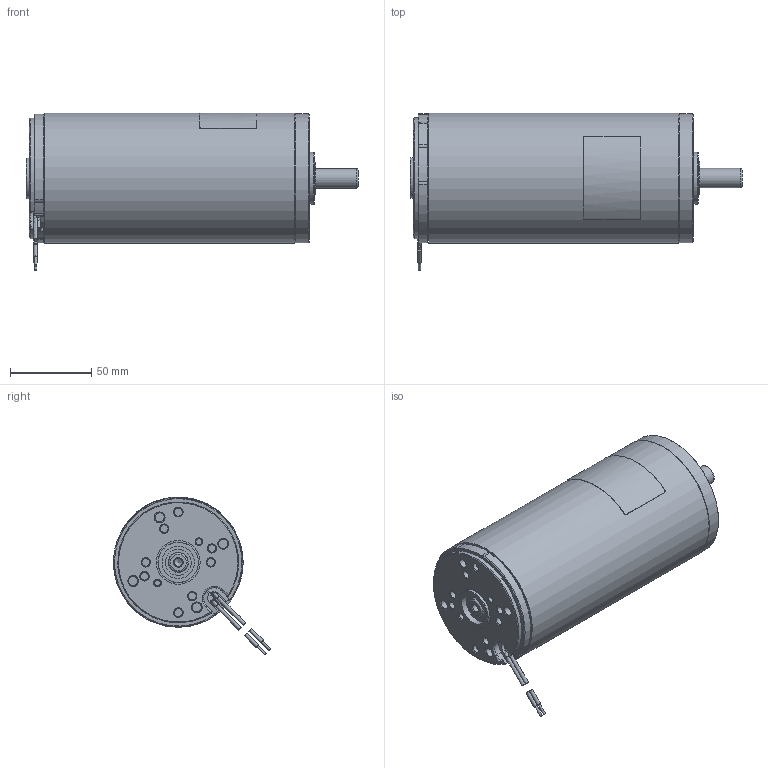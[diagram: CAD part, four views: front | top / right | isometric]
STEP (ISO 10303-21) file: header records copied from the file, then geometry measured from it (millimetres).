
FILE_DESCRIPTION(/* description */ (''),/* implementation_level */ '2;1');
FILE_NAME(/* name */ 'Katalogmotor M80x80_I.stp',/* time_stamp */ '2023-01-23T08:28:18+01:00',/* author */ (''),/* organization */ (''),/* preprocessor_version */ 'ST-DEVELOPER v18.1',/* originating_system */ 'SIEMENS PLM Software NX 1973',/* authorisation */ '');
FILE_SCHEMA (('AUTOMOTIVE_DESIGN { 1 0 10303 214 3 1 1 1 }'));
Length unit declared in the file: millimetre
Products named in the file (1): Rass1614B0FFxgma
Bounding box: 204.5 x 96.94 x 97.1 mm (x, y, z)
Volume: 309655.3 mm3; surface area: 133348.7 mm2
Topology: 18 solids, 18 shells, 505 faces, 1242 edges, 813 vertices
Faces by surface type: plane 214, cylinder 185, cone 69, bspline 22, torus 15
Full cylindrical faces by diameter (mm): 1 x2, 1.5 x2, 2.35 x2, 3.1 x2, 3.4 x2, 3.7 x2, 4.2 x4, 4.75 x6, 5 x3, 5.2 x8, 5.65 x4, 5.795 x2, 5.8 x2, 5.9 x2, 6.4 x2, 10 x2, 11.5 x1, 12 x6, 16 x4, 20 x2, 24 x3, 25 x1, 27 x1, 28 x3, 29.4 x1, 32 x1, 34 x1, 70.3 x2, 79.5 x1, 80 x1
Entity records: 15569 total; most frequent: CARTESIAN_POINT 4129, DIRECTION 2372, ORIENTED_EDGE 2092, EDGE_CURVE 1046, AXIS2_PLACEMENT_3D 962, VERTEX_POINT 770, EDGE_LOOP 707, ADVANCED_FACE 505
